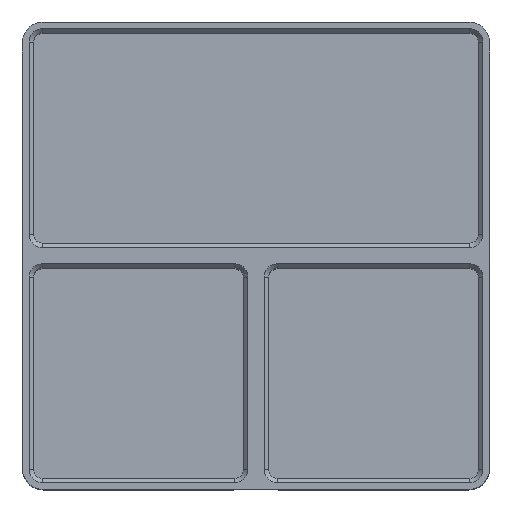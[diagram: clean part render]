
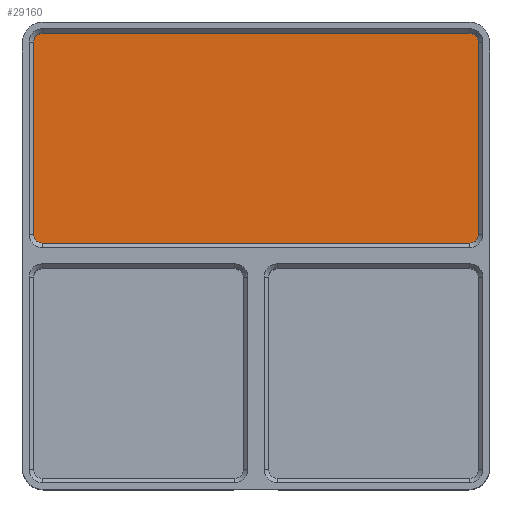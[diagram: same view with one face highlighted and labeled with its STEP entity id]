
A CAD part, top view. The second image highlights one B-rep face of the part: STEP entity #29160.
In plain terms, the highlighted planar face has unit normal (0, 0, 1).
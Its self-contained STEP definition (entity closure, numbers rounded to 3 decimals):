
#15010=CARTESIAN_POINT('',(212.25,255.85,7.));
#15020=VERTEX_POINT('',#15010);
#15050=CARTESIAN_POINT('',(213.85,255.85,7.));
#15060=DIRECTION('',(0.,0.,-1.));
#15070=DIRECTION('',(-1.,0.,0.));
#15080=AXIS2_PLACEMENT_3D('',#15050,#15060,#15070);
#15090=CIRCLE('',#15080,1.6);
#15100=CARTESIAN_POINT('',(213.85,254.25,7.));
#15110=VERTEX_POINT('',#15100);
#15120=EDGE_CURVE('',#15110,#15020,#15090,.T.);
#18230=CARTESIAN_POINT('',(291.75,289.,7.));
#18240=DIRECTION('',(0.,-1.,0.));
#18250=VECTOR('',#18240,1.);
#18260=LINE('',#18230,#18250);
#18270=CARTESIAN_POINT('',(291.75,290.15,7.));
#18280=VERTEX_POINT('',#18270);
#18290=CARTESIAN_POINT('',(291.75,255.85,7.));
#18300=VERTEX_POINT('',#18290);
#18310=EDGE_CURVE('',#18280,#18300,#18260,.T.);
#21050=CARTESIAN_POINT('',(213.85,291.75,7.));
#21060=VERTEX_POINT('',#21050);
#21090=CARTESIAN_POINT('',(213.85,290.15,7.));
#21100=DIRECTION('',(0.,0.,-1.));
#21110=DIRECTION('',(-1.,0.,0.));
#21120=AXIS2_PLACEMENT_3D('',#21090,#21100,#21110);
#21130=CIRCLE('',#21120,1.6);
#21140=CARTESIAN_POINT('',(212.25,290.15,7.));
#21150=VERTEX_POINT('',#21140);
#21160=EDGE_CURVE('',#21150,#21060,#21130,.T.);
#25800=CARTESIAN_POINT('',(290.15,291.75,7.));
#25810=VERTEX_POINT('',#25800);
#25840=CARTESIAN_POINT('',(257.,291.75,7.));
#25850=DIRECTION('',(1.,0.,0.));
#25860=VECTOR('',#25850,1.);
#25870=LINE('',#25840,#25860);
#25880=EDGE_CURVE('',#21060,#25810,#25870,.T.);
#27030=CARTESIAN_POINT('',(212.25,257.,7.));
#27040=DIRECTION('',(0.,1.,0.));
#27050=VECTOR('',#27040,1.);
#27060=LINE('',#27030,#27050);
#27070=EDGE_CURVE('',#15020,#21150,#27060,.T.);
#27250=CARTESIAN_POINT('',(290.15,290.15,7.));
#27260=DIRECTION('',(0.,0.,-1.));
#27270=DIRECTION('',(-1.,0.,0.));
#27280=AXIS2_PLACEMENT_3D('',#27250,#27260,#27270);
#27290=CIRCLE('',#27280,1.6);
#27300=EDGE_CURVE('',#25810,#18280,#27290,.T.);
#27540=CARTESIAN_POINT('',(290.15,254.25,7.));
#27550=VERTEX_POINT('',#27540);
#27580=CARTESIAN_POINT('',(290.15,255.85,7.));
#27590=DIRECTION('',(0.,0.,-1.));
#27600=DIRECTION('',(-1.,0.,0.));
#27610=AXIS2_PLACEMENT_3D('',#27580,#27590,#27600);
#27620=CIRCLE('',#27610,1.6);
#27630=EDGE_CURVE('',#18300,#27550,#27620,.T.);
#28960=CARTESIAN_POINT('',(231.,273.,7.));
#28970=DIRECTION('',(0.,0.,1.));
#28980=DIRECTION('',(1.,0.,0.));
#28990=AXIS2_PLACEMENT_3D('',#28960,#28970,#28980);
#29000=PLANE('',#28990);
#29010=ORIENTED_EDGE('',*,*,#21160,.F.);
#29020=ORIENTED_EDGE('',*,*,#25880,.F.);
#29030=ORIENTED_EDGE('',*,*,#27300,.F.);
#29040=ORIENTED_EDGE('',*,*,#18310,.F.);
#29050=ORIENTED_EDGE('',*,*,#27630,.F.);
#29060=CARTESIAN_POINT('',(247.,254.25,7.));
#29070=DIRECTION('',(-1.,0.,0.));
#29080=VECTOR('',#29070,1.);
#29090=LINE('',#29060,#29080);
#29100=EDGE_CURVE('',#27550,#15110,#29090,.T.);
#29110=ORIENTED_EDGE('',*,*,#29100,.F.);
#29120=ORIENTED_EDGE('',*,*,#15120,.F.);
#29130=ORIENTED_EDGE('',*,*,#27070,.F.);
#29140=EDGE_LOOP('',(#29130,#29120,#29110,#29050,#29040,#29030,#29020,
#29010));
#29150=FACE_OUTER_BOUND('',#29140,.T.);
#29160=ADVANCED_FACE('',(#29150),#29000,.T.);
